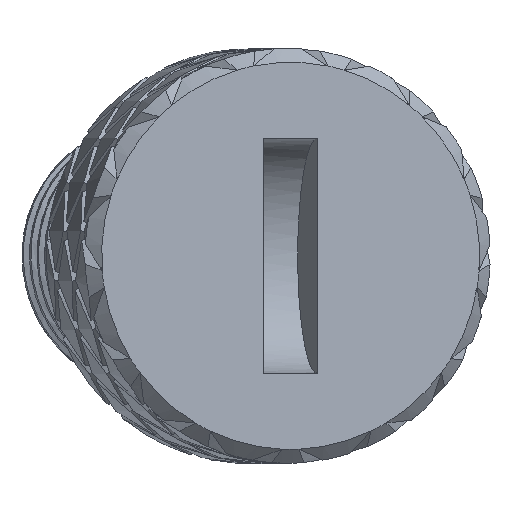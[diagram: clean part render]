
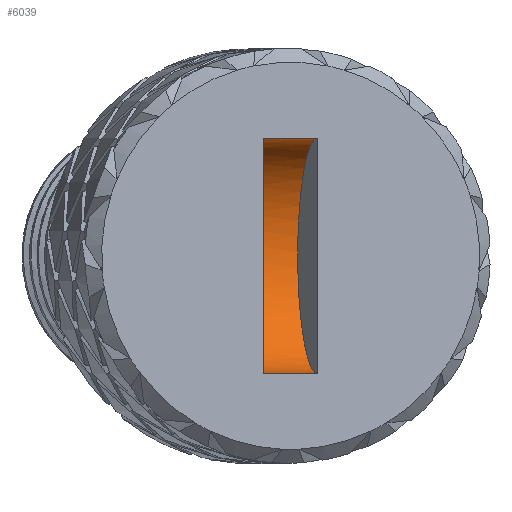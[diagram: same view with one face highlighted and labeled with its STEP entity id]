
A CAD part, top view. The second image highlights one B-rep face of the part: STEP entity #6039.
In plain terms, the highlighted free-form (B-spline) face has degree [1, 2] with [2, 5] control points.
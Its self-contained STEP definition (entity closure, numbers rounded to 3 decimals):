
#384=(
BOUNDED_SURFACE()
B_SPLINE_SURFACE(1,2,((#9258,#9259,#9260,#9261,#9262),(#9263,#9264,#9265,
#9266,#9267)),.UNSPECIFIED.,.F.,.F.,.F.)
B_SPLINE_SURFACE_WITH_KNOTS((2,2),(3,2,3),(-0.235,0.235),
(0.,1.571,3.142),.UNSPECIFIED.)
GEOMETRIC_REPRESENTATION_ITEM()
RATIONAL_B_SPLINE_SURFACE(((1.,0.707,1.,0.707,1.),
(1.,0.707,1.,0.707,1.)))
REPRESENTATION_ITEM('')
SURFACE()
);
#385=ELLIPSE('',#6535,8.511,6.661);
#386=ELLIPSE('',#6537,8.511,6.661);
#421=FACE_OUTER_BOUND('',#901,.T.);
#901=EDGE_LOOP('',(#4017,#4018,#4019,#4020));
#2348=LINE('',#9268,#2380);
#2349=LINE('',#9269,#2381);
#2380=VECTOR('',#6867,10.);
#2381=VECTOR('',#6868,10.);
#2441=VERTEX_POINT('',#9249);
#2442=VERTEX_POINT('',#9250);
#2443=VERTEX_POINT('',#9254);
#2444=VERTEX_POINT('',#9255);
#2990=EDGE_CURVE('',#2442,#2441,#385,.T.);
#2992=EDGE_CURVE('',#2444,#2443,#386,.T.);
#2993=EDGE_CURVE('',#2444,#2441,#2348,.T.);
#2994=EDGE_CURVE('',#2442,#2443,#2349,.T.);
#4017=ORIENTED_EDGE('',*,*,#2993,.F.);
#4018=ORIENTED_EDGE('',*,*,#2992,.T.);
#4019=ORIENTED_EDGE('',*,*,#2994,.F.);
#4020=ORIENTED_EDGE('',*,*,#2990,.T.);
#6039=ADVANCED_FACE('',(#421),#384,.T.);
#6535=AXIS2_PLACEMENT_3D('',#9252,#6860,#6861);
#6537=AXIS2_PLACEMENT_3D('',#9257,#6865,#6866);
#6860=DIRECTION('center_axis',(-0.976,0.,0.216));
#6861=DIRECTION('ref_axis',(0.,1.,0.));
#6865=DIRECTION('center_axis',(0.976,0.,-0.216));
#6866=DIRECTION('ref_axis',(0.,1.,0.));
#6867=DIRECTION('',(-0.976,0.,0.216));
#6868=DIRECTION('',(0.976,0.,-0.216));
#9249=CARTESIAN_POINT('',(-6.941,3.746,95.423));
#9250=CARTESIAN_POINT('',(-6.941,20.768,95.423));
#9252=CARTESIAN_POINT('Origin',(-6.941,12.257,95.423));
#9254=CARTESIAN_POINT('',(-3.036,20.768,94.557));
#9255=CARTESIAN_POINT('',(-3.036,3.746,94.557));
#9257=CARTESIAN_POINT('Origin',(-3.036,12.257,94.557));
#9258=CARTESIAN_POINT('Ctrl Pts',(-3.036,20.768,94.557));
#9259=CARTESIAN_POINT('Ctrl Pts',(-4.478,20.768,88.054));
#9260=CARTESIAN_POINT('Ctrl Pts',(-4.478,12.257,88.054));
#9261=CARTESIAN_POINT('Ctrl Pts',(-4.478,3.746,88.054));
#9262=CARTESIAN_POINT('Ctrl Pts',(-3.036,3.746,94.557));
#9263=CARTESIAN_POINT('Ctrl Pts',(-6.941,20.768,95.423));
#9264=CARTESIAN_POINT('Ctrl Pts',(-8.383,20.768,88.92));
#9265=CARTESIAN_POINT('Ctrl Pts',(-8.383,12.257,88.92));
#9266=CARTESIAN_POINT('Ctrl Pts',(-8.383,3.746,88.92));
#9267=CARTESIAN_POINT('Ctrl Pts',(-6.941,3.746,95.423));
#9268=CARTESIAN_POINT('',(-4.989,3.746,94.99));
#9269=CARTESIAN_POINT('',(-4.989,20.768,94.99));
